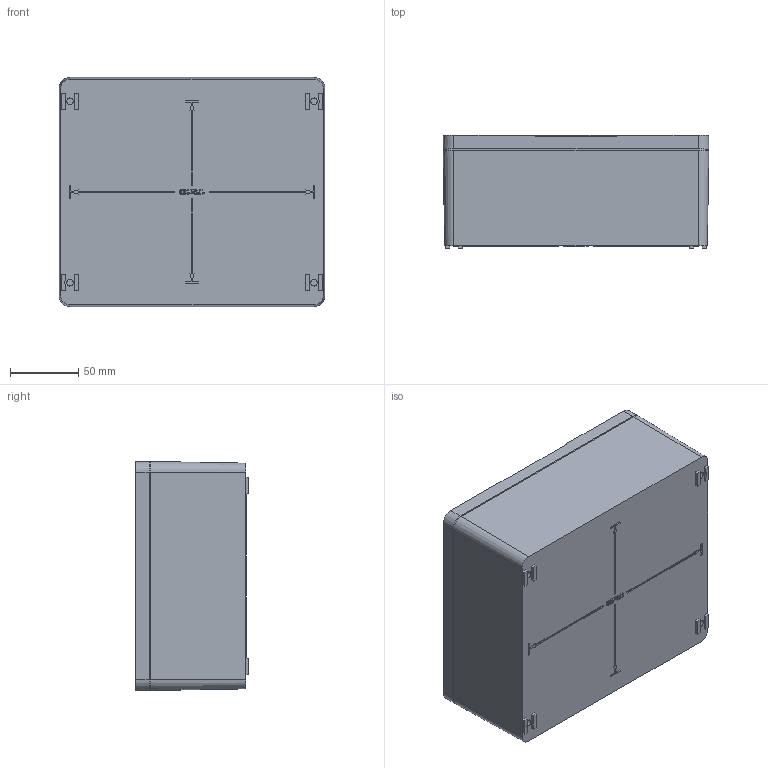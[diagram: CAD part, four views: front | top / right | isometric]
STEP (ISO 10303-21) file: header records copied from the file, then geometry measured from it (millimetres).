
FILE_DESCRIPTION(/* description */ (''),/* implementation_level */ '2;1');
FILE_NAME(/* name */ '',/* time_stamp */ '2025-07-17T15:04:58+07:00',/* author */ ('zeta-72'),/* organization */ (''),/* preprocessor_version */ 'ST-DEVELOPER v19.2',/* originating_system */ 'Autodesk Inventor 2024',/* authorisation */ '');
FILE_SCHEMA (('AUTOMOTIVE_DESIGN { 1 0 10303 214 3 1 1 }'));
Length unit declared in the file: millimetre
Products named in the file (1): ЗЭТА.106.301.000 СБ Коробка 
KОА_Упростить_1
Bounding box: 195 x 82.8 x 168 mm (x, y, z)
Volume: 2610284 mm3; surface area: 123658.8 mm2
Topology: 1 solids, 1 shells, 458 faces, 1199 edges, 799 vertices
Faces by surface type: plane 314, bspline 122, cylinder 14, cone 8
Full cylindrical faces by diameter (mm): 4.917 x4
Entity records: 15065 total; most frequent: CARTESIAN_POINT 4107, ORIENTED_EDGE 2374, DIRECTION 1665, EDGE_CURVE 1187, LINE 903, VECTOR 903, VERTEX_POINT 778, EDGE_LOOP 509
